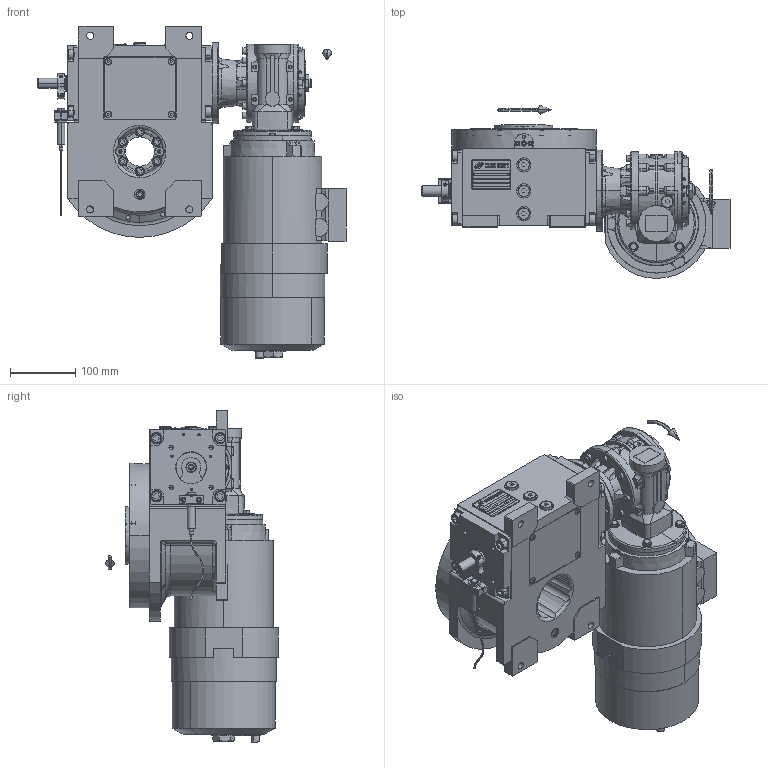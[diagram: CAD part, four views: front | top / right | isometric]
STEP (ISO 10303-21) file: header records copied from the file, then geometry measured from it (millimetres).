
FILE_DESCRIPTION (( 'STEP AP203' ), '1' );
FILE_NAME ('PC5002042.step', '2026-03-23T07:33:44', ( '' ), ( '' ), 'SwSTEP 2.0', 'SolidWorks 2020', '' );
FILE_SCHEMA (( 'CONFIG_CONTROL_DESIGN' ));
Length unit declared in the file: millimetre
Products named in the file (86): BA80B14; cfn2155_01_056; cfn2151_01_109; cfn2128_04_004; cfn2107_01_001; cfn2000_01_126; AS_900_38_30_003; cfn2155_01_303; rig06_071_08_m_asm.stp; AS_rig06_071_8_m; cfn2000_01_103; AS_rig06_004; cfn2070_05_005; CFN2010_02_002.stp; cfn2128_19_002; cfn2000_01_124; cfn2115_01_005; rig06_016; rig06_001_a; cfn2077_01_018; CFN2000_01_185.stp; cfn2003_01_054; AS_rig06_002_bl_001; cfn2401_01_003; rig06_002_bl_001; rig06_003_8; rig06_017; PC5002042; CFN2104_02_017.stp; RMI50_F1_LCB_SX_80B14; cfn2205_01_013; cfn2104_01_016; cfn2276_01_074; AS_rig06_017; freccia_angolare_albero; RIG06_021_AF0.stp; cfn2010_01_015.prt; cfn2000_01_161; 900_38_11_06_4; AS_rig06_004_s_001 ...
Assembly tree (79 placements, depth 5):
  cfn2151_01_109
  cfn2077_01_018
  PC5002042
    rig06_001_a
    AS_cfn2476_01_002_60x46
      cfn2476_01_002_60x46
      cfn2107_01_001
      cfn2107_01_001
    AS_rig06_071_8_m
      rig06_071_08_m_asm.stp
        RIG06_005_ASM.stp
          RIG06_021_AF0.stp
          CFN2000_01_185.stp
          CFN2000_01_185.stp
          CFN2104_02_017.stp
        CFN2010_02_002.stp
      rig06_005_n_01
      rig06_003_8
      cfn2104_01_016  x2
      cfn2000_01_124
      cfn2000_01_124  x6
      cfn2000_01_124
      cfn2000_01_124
      cfn2000_01_124
      cfn2155_01_303
    AS_rig06_017
      rig06_017
      cfn2158_01_011
      cfn2000_01_126
      cfn2000_01_126
      cfn2000_01_126
      cfn2000_01_126
      cfn2000_01_126
      cfn2000_01_126
    AS_rig06_004_s_001
      rig06_004_s_001
      cfn2070_05_005
      cfn2000_01_103
      cfn2000_01_103
      cfn2000_01_103
      cfn2000_01_103
      cfn2155_01_056
    AS_rig06_004
      rig06_004
      cfn2070_05_005
      cfn2000_01_103
      cfn2000_01_103
      cfn2000_01_103
      cfn2000_01_103
      cfn2155_01_056
    AS_rig06_002_bl_001
      rig06_002_bl_001
      cfn2115_01_005
    cfn2128_04_004
    cfn2128_04_004
    cfn2128_04_004
    cfn2128_19_002
    AS_rig06_016
      rig06_016
      cfn2003_01_054
Bounding box: 473.5 x 265.5 x 510.38 mm (x, y, z)
Volume: 9658697.9 mm3; surface area: 1213355.5 mm2
Topology: 69 solids, 71 shells, 3767 faces, 9463 edges, 6040 vertices
Faces by surface type: plane 1720, cylinder 1246, cone 602, torus 171, bspline 22, sphere 6
Entity records: 134508 total; most frequent: CARTESIAN_POINT 38335, DIRECTION 18255, ORIENTED_EDGE 18058, EDGE_CURVE 9031, AXIS2_PLACEMENT_3D 6659, VERTEX_POINT 5835, VECTOR 4937, LINE 4937
